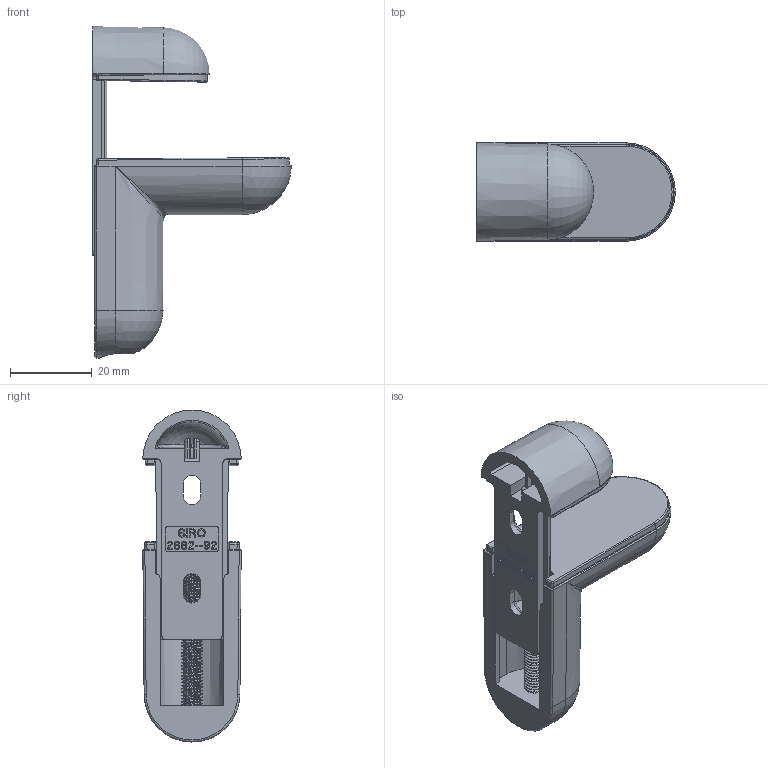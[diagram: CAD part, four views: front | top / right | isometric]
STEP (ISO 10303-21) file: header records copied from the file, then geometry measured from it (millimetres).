
FILE_DESCRIPTION(('Creo Elements/Direct Modeling STEP Export'),'2;1');
FILE_NAME('2682-92.stp','2025-12-10T14:28:16',(''),(''),'Creo Elements/Direct Modeling STEP processor for AP214 (Solid Model)','Creo Elements/Direct Modeling 20.0 12-Nov-2016 (C) Parametric Technology GmbH','');
FILE_SCHEMA(('AUTOMOTIVE_DESIGN { 1 0 10303 214 1 1 1 1 }'));
Length unit declared in the file: millimetre
Products named in the file (6): ZN-12507; Schraube_M_5x40_DIN_912.1; ZN-12506; KU-12508; KU-12509; DIV-12504
Assembly tree (5 placements, depth 2):
  DIV-12504
    KU-12509
    KU-12508
    ZN-12506
    Schraube_M_5x40_DIN_912.1
    ZN-12507
Bounding box: 48.48 x 23.99 x 81 mm (x, y, z)
Volume: 19459.4 mm3; surface area: 17479.4 mm2
Topology: 5 solids, 5 shells, 955 faces, 2689 edges, 1764 vertices
Faces by surface type: plane 673, cylinder 177, cone 45, bspline 45, sphere 9, torus 6
Entity records: 89531 total; most frequent: CARTESIAN_POINT 65317, ORIENTED_EDGE 5362, DIRECTION 3876, EDGE_CURVE 2681, VECTOR 1990, LINE 1990, VERTEX_POINT 1764, EDGE_LOOP 993
